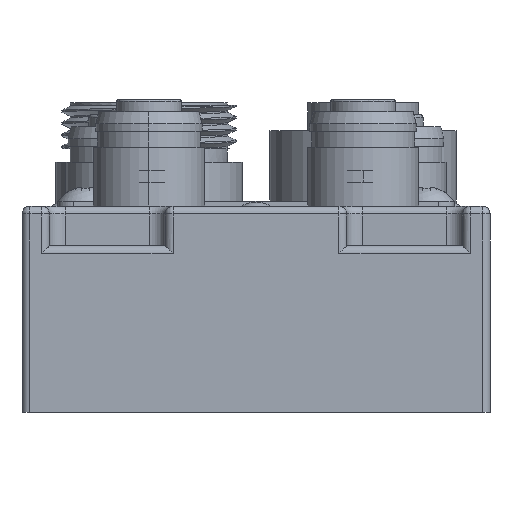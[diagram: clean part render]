
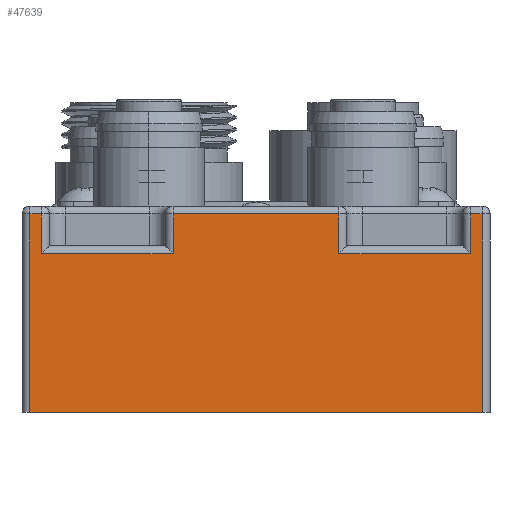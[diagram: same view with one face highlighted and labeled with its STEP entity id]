
A CAD part, front view. The second image highlights one B-rep face of the part: STEP entity #47639.
In plain terms, the highlighted planar face has unit normal (0, -1, 0).
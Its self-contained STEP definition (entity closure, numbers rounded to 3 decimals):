
#982=DIRECTION('',(1.,0.,0.));
#983=VECTOR('',#982,1.45);
#984=CARTESIAN_POINT('',(-28.5,-90.3,5.3));
#985=LINE('',#984,#983);
#990=DIRECTION('',(1.,0.,0.));
#991=VECTOR('',#990,16.6);
#992=CARTESIAN_POINT('',(10.45,-90.3,0.3));
#993=LINE('',#992,#991);
#1016=DIRECTION('',(0.,0.,-1.));
#1017=VECTOR('',#1016,5.);
#1018=CARTESIAN_POINT('',(10.45,-90.3,5.3));
#1019=LINE('',#1018,#1017);
#1039=DIRECTION('',(1.,0.,0.));
#1040=VECTOR('',#1039,20.9);
#1041=CARTESIAN_POINT('',(-10.45,-90.3,5.3));
#1042=LINE('',#1041,#1040);
#1066=DIRECTION('',(0.,0.,1.));
#1067=VECTOR('',#1066,5.);
#1068=CARTESIAN_POINT('',(-10.45,-90.3,0.3));
#1069=LINE('',#1068,#1067);
#1083=DIRECTION('',(1.,0.,0.));
#1084=VECTOR('',#1083,16.6);
#1085=CARTESIAN_POINT('',(-27.05,-90.3,0.3));
#1086=LINE('',#1085,#1084);
#1148=DIRECTION('',(0.,0.,-1.));
#1149=VECTOR('',#1148,5.);
#1150=CARTESIAN_POINT('',(-27.05,-90.3,5.3));
#1151=LINE('',#1150,#1149);
#1257=DIRECTION('',(-1.,0.,0.));
#1258=VECTOR('',#1257,57.);
#1259=CARTESIAN_POINT('',(28.5,-90.3,-19.7));
#1260=LINE('',#1259,#1258);
#1333=DIRECTION('',(0.,0.,-1.));
#1334=VECTOR('',#1333,25.);
#1335=CARTESIAN_POINT('',(28.5,-90.3,5.3));
#1336=LINE('',#1335,#1334);
#1337=DIRECTION('',(1.,0.,0.));
#1338=VECTOR('',#1337,1.45);
#1339=CARTESIAN_POINT('',(27.05,-90.3,5.3));
#1340=LINE('',#1339,#1338);
#1364=DIRECTION('',(0.,0.,1.));
#1365=VECTOR('',#1364,5.);
#1366=CARTESIAN_POINT('',(27.05,-90.3,0.3));
#1367=LINE('',#1366,#1365);
#2078=DIRECTION('',(0.,0.,1.));
#2079=VECTOR('',#2078,25.);
#2080=CARTESIAN_POINT('',(-28.5,-90.3,-19.7));
#2081=LINE('',#2080,#2079);
#40516=CARTESIAN_POINT('',(28.5,-90.3,-19.7));
#40517=VERTEX_POINT('',#40516);
#40518=CARTESIAN_POINT('',(-28.5,-90.3,-19.7));
#40519=VERTEX_POINT('',#40518);
#40889=CARTESIAN_POINT('',(-27.05,-90.3,5.3));
#40890=VERTEX_POINT('',#40889);
#40891=CARTESIAN_POINT('',(-28.5,-90.3,5.3));
#40892=VERTEX_POINT('',#40891);
#40893=CARTESIAN_POINT('',(10.45,-90.3,0.3));
#40894=CARTESIAN_POINT('',(27.05,-90.3,0.3));
#40895=VERTEX_POINT('',#40893);
#40896=VERTEX_POINT('',#40894);
#40897=CARTESIAN_POINT('',(10.45,-90.3,5.3));
#40898=VERTEX_POINT('',#40897);
#40899=CARTESIAN_POINT('',(-10.45,-90.3,5.3));
#40900=VERTEX_POINT('',#40899);
#40901=CARTESIAN_POINT('',(-10.45,-90.3,0.3));
#40902=VERTEX_POINT('',#40901);
#40903=CARTESIAN_POINT('',(-27.05,-90.3,0.3));
#40904=VERTEX_POINT('',#40903);
#40905=CARTESIAN_POINT('',(28.5,-90.3,5.3));
#40906=VERTEX_POINT('',#40905);
#40907=CARTESIAN_POINT('',(27.05,-90.3,5.3));
#40908=VERTEX_POINT('',#40907);
#47609=CARTESIAN_POINT('',(-29.5,-90.3,-19.7));
#47610=DIRECTION('',(0.,-1.,0.));
#47611=DIRECTION('',(-1.,0.,0.));
#47612=AXIS2_PLACEMENT_3D('',#47609,#47610,#47611);
#47613=PLANE('',#47612);
#47615=ORIENTED_EDGE('',*,*,#47614,.T.);
#47617=ORIENTED_EDGE('',*,*,#47616,.T.);
#47619=ORIENTED_EDGE('',*,*,#47618,.T.);
#47621=ORIENTED_EDGE('',*,*,#47620,.T.);
#47623=ORIENTED_EDGE('',*,*,#47622,.T.);
#47625=ORIENTED_EDGE('',*,*,#47624,.T.);
#47626=ORIENTED_EDGE('',*,*,#47601,.T.);
#47628=ORIENTED_EDGE('',*,*,#47627,.T.);
#47630=ORIENTED_EDGE('',*,*,#47629,.T.);
#47632=ORIENTED_EDGE('',*,*,#47631,.T.);
#47634=ORIENTED_EDGE('',*,*,#47633,.T.);
#47636=ORIENTED_EDGE('',*,*,#47635,.T.);
#47637=EDGE_LOOP('',(#47615,#47617,#47619,#47621,#47623,#47625,#47626,#47628,
#47630,#47632,#47634,#47636));
#47638=FACE_OUTER_BOUND('',#47637,.F.);
#47639=ADVANCED_FACE('',(#47638),#47613,.T.);
#47601=EDGE_CURVE('',#40892,#40890,#985,.T.);
#47614=EDGE_CURVE('',#40895,#40896,#993,.T.);
#47616=EDGE_CURVE('',#40896,#40908,#1367,.T.);
#47618=EDGE_CURVE('',#40908,#40906,#1340,.T.);
#47620=EDGE_CURVE('',#40906,#40517,#1336,.T.);
#47622=EDGE_CURVE('',#40517,#40519,#1260,.T.);
#47624=EDGE_CURVE('',#40519,#40892,#2081,.T.);
#47627=EDGE_CURVE('',#40890,#40904,#1151,.T.);
#47629=EDGE_CURVE('',#40904,#40902,#1086,.T.);
#47631=EDGE_CURVE('',#40902,#40900,#1069,.T.);
#47633=EDGE_CURVE('',#40900,#40898,#1042,.T.);
#47635=EDGE_CURVE('',#40898,#40895,#1019,.T.);
